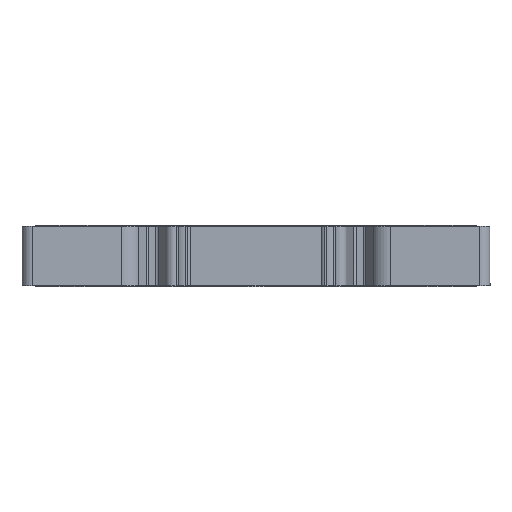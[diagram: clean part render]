
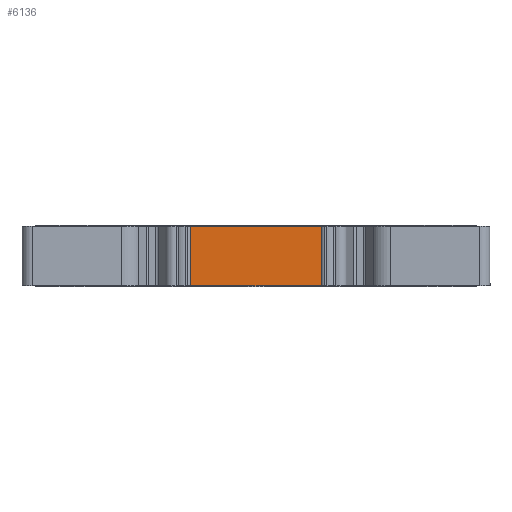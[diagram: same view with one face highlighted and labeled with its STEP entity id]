
A CAD part, front view. The second image highlights one B-rep face of the part: STEP entity #6136.
In plain terms, the highlighted planar face has unit normal (0, -1, 0).
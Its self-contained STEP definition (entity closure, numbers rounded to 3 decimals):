
#1238 = VECTOR ( 'NONE', #14497, 1000. ) ;
#2416 = VECTOR ( 'NONE', #13187, 1000. ) ;
#2469 = VECTOR ( 'NONE', #13997, 1000. ) ;
#2539 = VECTOR ( 'NONE', #14342, 1000. ) ;
#2552 = VECTOR ( 'NONE', #14380, 1000. ) ;
#6136 = ADVANCED_FACE ( 'NONE', ( #18466 ), #18447, .F. ) ;
#6671 = EDGE_CURVE ( 'NONE', #8781, #8752, #13297, .T. ) ;
#6717 = EDGE_CURVE ( 'NONE', #9434, #8765, #14007, .T. ) ;
#6751 = EDGE_CURVE ( 'NONE', #8765, #8752, #14362, .T. ) ;
#6765 = EDGE_CURVE ( 'NONE', #9400, #8781, #14476, .T. ) ;
#8752 = VERTEX_POINT ( 'NONE', #13415 ) ;
#8765 = VERTEX_POINT ( 'NONE', #13616 ) ;
#8781 = VERTEX_POINT ( 'NONE', #13514 ) ;
#9204 = ORIENTED_EDGE ( 'NONE', *, *, #6751, .F. ) ;
#9208 = ORIENTED_EDGE ( 'NONE', *, *, #21149, .F. ) ;
#9217 = ORIENTED_EDGE ( 'NONE', *, *, #6765, .T. ) ;
#9235 = ORIENTED_EDGE ( 'NONE', *, *, #6671, .T. ) ;
#9248 = ORIENTED_EDGE ( 'NONE', *, *, #6717, .F. ) ;
#9297 = EDGE_LOOP ( 'NONE', ( #9204, #9248, #9208, #9217, #9235 ) ) ;
#9400 = VERTEX_POINT ( 'NONE', #14270 ) ;
#9434 = VERTEX_POINT ( 'NONE', #14264 ) ;
#13187 = DIRECTION ( 'NONE',  ( 1., 0., 0. ) ) ;
#13291 = CARTESIAN_POINT ( 'NONE',  ( 472.23, 109.59, 27. ) ) ;
#13297 = LINE ( 'NONE', #13291, #2416 ) ;
#13415 = CARTESIAN_POINT ( 'NONE',  ( 484.163, 109.59, 27. ) ) ;
#13514 = CARTESIAN_POINT ( 'NONE',  ( 472.225, 109.59, 27. ) ) ;
#13616 = CARTESIAN_POINT ( 'NONE',  ( 484.163, 109.59, 35.8 ) ) ;
#13939 = CARTESIAN_POINT ( 'NONE',  ( 472.23, 109.59, 35.8 ) ) ;
#13997 = DIRECTION ( 'NONE',  ( 1., 0., 0. ) ) ;
#14007 = LINE ( 'NONE', #13939, #2469 ) ;
#14264 = CARTESIAN_POINT ( 'NONE',  ( 460.287, 109.59, 35.8 ) ) ;
#14267 = CARTESIAN_POINT ( 'NONE',  ( 484.163, 109.59, 35.8 ) ) ;
#14270 = CARTESIAN_POINT ( 'NONE',  ( 460.287, 109.59, 27. ) ) ;
#14342 = DIRECTION ( 'NONE',  ( 0., 0., -1. ) ) ;
#14362 = LINE ( 'NONE', #14267, #2539 ) ;
#14375 = CARTESIAN_POINT ( 'NONE',  ( 472.225, 109.59, 27. ) ) ;
#14380 = DIRECTION ( 'NONE',  ( 1., 0., 0. ) ) ;
#14454 = LINE ( 'NONE', #14481, #1238 ) ;
#14476 = LINE ( 'NONE', #14375, #2552 ) ;
#14481 = CARTESIAN_POINT ( 'NONE',  ( 460.287, 109.59, 35.8 ) ) ;
#14497 = DIRECTION ( 'NONE',  ( 0., 0., 1. ) ) ;
#18442 = CARTESIAN_POINT ( 'NONE',  ( 472.225, 109.59, 35.8 ) ) ;
#18447 = PLANE ( 'NONE',  #19626 ) ;
#18448 = DIRECTION ( 'NONE',  ( 0., 1., 0. ) ) ;
#18466 = FACE_OUTER_BOUND ( 'NONE', #9297, .T. ) ;
#18477 = DIRECTION ( 'NONE',  ( 0., 0., 1. ) ) ;
#19626 = AXIS2_PLACEMENT_3D ( 'NONE', #18442, #18448, #18477 ) ;
#21149 = EDGE_CURVE ( 'NONE', #9400, #9434, #14454, .T. ) ;
